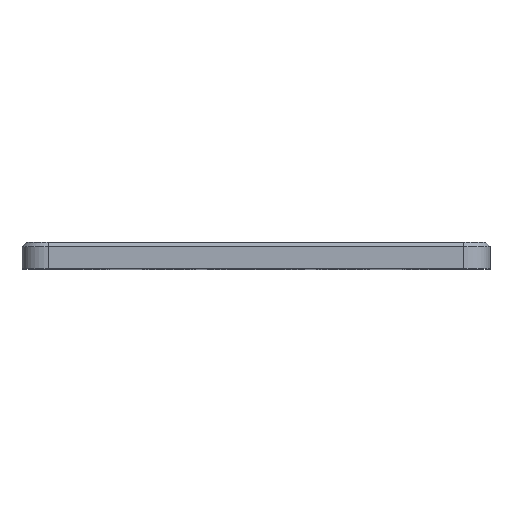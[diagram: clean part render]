
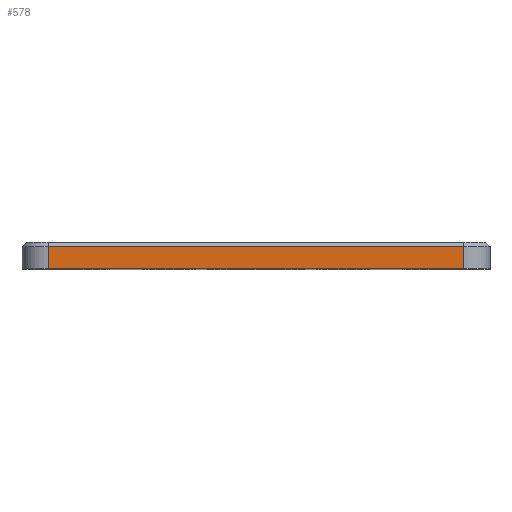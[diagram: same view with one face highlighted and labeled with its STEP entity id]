
A CAD part, top view. The second image highlights one B-rep face of the part: STEP entity #578.
In plain terms, the highlighted planar face has unit normal (0, 0, 1).
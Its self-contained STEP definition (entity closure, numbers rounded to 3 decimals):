
#6 = DIRECTION ( 'NONE',  ( 1., 0., 0. ) ) ;
#175 = DIRECTION ( 'NONE',  ( 1., 0., 0. ) ) ;
#444 = CARTESIAN_POINT ( 'NONE',  ( 23.5, -0.5, 1. ) ) ;
#578 = ADVANCED_FACE ( 'NONE', ( #1877 ), #714, .T. ) ;
#648 = CARTESIAN_POINT ( 'NONE',  ( 0., -3., 1. ) ) ;
#714 = PLANE ( 'NONE',  #3480 ) ;
#732 = DIRECTION ( 'NONE',  ( 0., 0., 1. ) ) ;
#963 = CARTESIAN_POINT ( 'NONE',  ( 23.5, -10., 1. ) ) ;
#1190 = VECTOR ( 'NONE', #1528, 1000. ) ;
#1528 = DIRECTION ( 'NONE',  ( 0., 1., 0. ) ) ;
#1547 = EDGE_LOOP ( 'NONE', ( #2970, #3410, #1745, #2979 ) ) ;
#1745 = ORIENTED_EDGE ( 'NONE', *, *, #2519, .T. ) ;
#1805 = CARTESIAN_POINT ( 'NONE',  ( -23.5, -3., 1. ) ) ;
#1833 = VERTEX_POINT ( 'NONE', #1805 ) ;
#1844 = VECTOR ( 'NONE', #6, 1000. ) ;
#1877 = FACE_OUTER_BOUND ( 'NONE', #1547, .T. ) ;
#1888 = VECTOR ( 'NONE', #3197, 1000. ) ;
#2080 = EDGE_CURVE ( 'NONE', #2913, #2464, #2193, .T. ) ;
#2107 = VECTOR ( 'NONE', #2390, 1000. ) ;
#2126 = CARTESIAN_POINT ( 'NONE',  ( 26.5, -0.5, 1. ) ) ;
#2131 = CARTESIAN_POINT ( 'NONE',  ( 23.5, -3., 1. ) ) ;
#2152 = LINE ( 'NONE', #3211, #2107 ) ;
#2193 = LINE ( 'NONE', #2126, #1888 ) ;
#2325 = EDGE_CURVE ( 'NONE', #1833, #2917, #3067, .T. ) ;
#2390 = DIRECTION ( 'NONE',  ( 0., -1., 0. ) ) ;
#2464 = VERTEX_POINT ( 'NONE', #2584 ) ;
#2519 = EDGE_CURVE ( 'NONE', #2464, #1833, #2152, .T. ) ;
#2584 = CARTESIAN_POINT ( 'NONE',  ( -23.5, -0.5, 1. ) ) ;
#2619 = CARTESIAN_POINT ( 'NONE',  ( 26.5, -10., 1. ) ) ;
#2913 = VERTEX_POINT ( 'NONE', #444 ) ;
#2917 = VERTEX_POINT ( 'NONE', #2131 ) ;
#2970 = ORIENTED_EDGE ( 'NONE', *, *, #3206, .T. ) ;
#2979 = ORIENTED_EDGE ( 'NONE', *, *, #2325, .T. ) ;
#3067 = LINE ( 'NONE', #648, #1844 ) ;
#3197 = DIRECTION ( 'NONE',  ( -1., 0., 0. ) ) ;
#3206 = EDGE_CURVE ( 'NONE', #2917, #2913, #3343, .T. ) ;
#3211 = CARTESIAN_POINT ( 'NONE',  ( -23.5, -10., 1. ) ) ;
#3343 = LINE ( 'NONE', #963, #1190 ) ;
#3410 = ORIENTED_EDGE ( 'NONE', *, *, #2080, .T. ) ;
#3480 = AXIS2_PLACEMENT_3D ( 'NONE', #2619, #732, #175 ) ;
